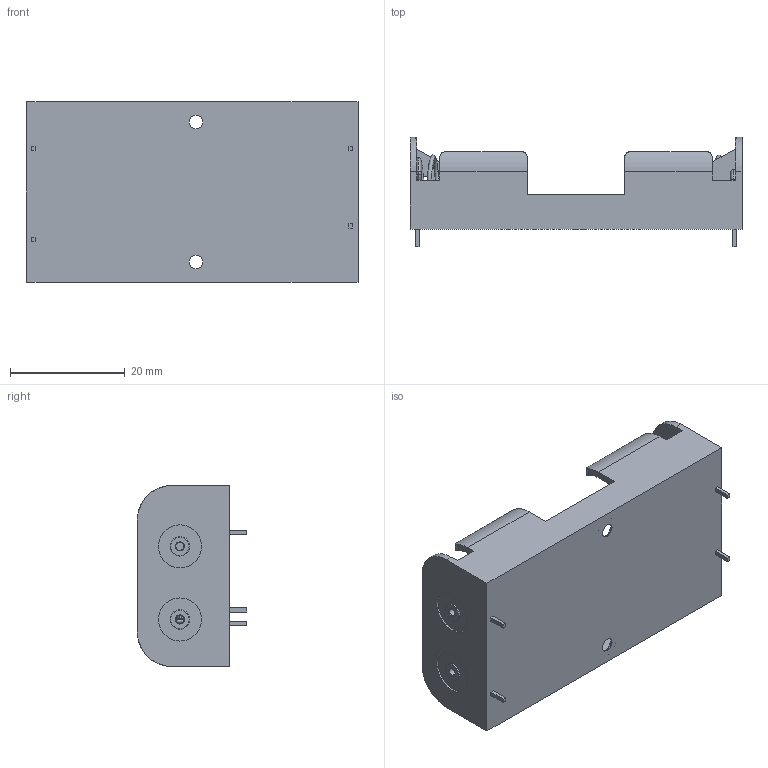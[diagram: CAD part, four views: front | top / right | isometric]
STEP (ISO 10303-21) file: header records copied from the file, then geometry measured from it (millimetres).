
FILE_DESCRIPTION (( 'STEP AP214' ), '1' );
FILE_NAME ('BH2AAPC-4.STEP', '2019-12-31T06:35:36', ( '' ), ( '' ), 'SwSTEP 2.0', 'SolidWorks 2017', '' );
FILE_SCHEMA (( 'AUTOMOTIVE_DESIGN' ));
Length unit declared in the file: millimetre
Products named in the file (1): BH2AAPC-4
Bounding box: 57.81 x 19 x 31.5 mm (x, y, z)
Volume: 4791.2 mm3; surface area: 9405.9 mm2
Topology: 10 solids, 10 shells, 347 faces, 860 edges, 560 vertices
Faces by surface type: plane 197, cylinder 102, torus 44, bspline 4
Entity records: 13321 total; most frequent: CARTESIAN_POINT 4682, DIRECTION 1806, ORIENTED_EDGE 1720, EDGE_CURVE 860, AXIS2_PLACEMENT_3D 632, VERTEX_POINT 560, LINE 542, VECTOR 542
